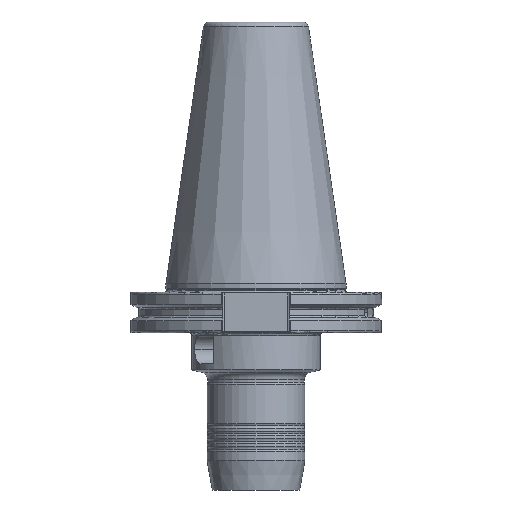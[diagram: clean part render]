
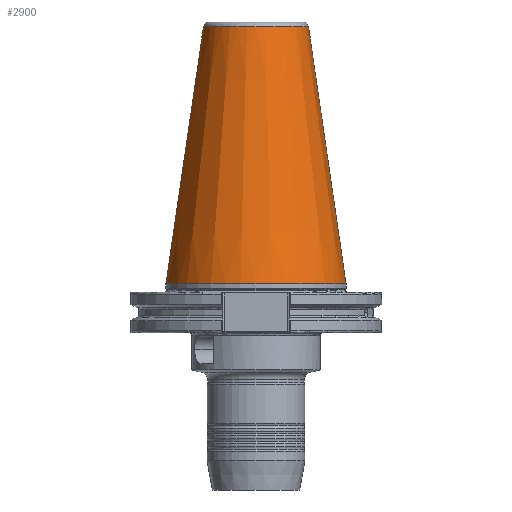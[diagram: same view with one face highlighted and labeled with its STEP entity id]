
A CAD part, front view. The second image highlights one B-rep face of the part: STEP entity #2900.
In plain terms, the highlighted conical face has half-angle 8.297 degrees and reference radius 20.108 mm.
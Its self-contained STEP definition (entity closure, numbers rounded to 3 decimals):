
#510 = EDGE_LOOP ( 'NONE', ( #8777, #3829, #1479, #5653 ) ) ;
#522 = VERTEX_POINT ( 'NONE', #1185 ) ;
#1060 = CARTESIAN_POINT ( 'NONE',  ( 0., 0., 0. ) ) ;
#1098 = FACE_OUTER_BOUND ( 'NONE', #510, .T. ) ;
#1113 = CARTESIAN_POINT ( 'NONE',  ( 0., 0., 101.6 ) ) ;
#1185 = CARTESIAN_POINT ( 'NONE',  ( 34.925, 0., 0. ) ) ;
#1479 = ORIENTED_EDGE ( 'NONE', *, *, #4786, .T. ) ;
#1752 = DIRECTION ( 'NONE',  ( -1., 0., 0. ) ) ;
#2422 = VERTEX_POINT ( 'NONE', #6579 ) ;
#2626 = DIRECTION ( 'NONE',  ( 0.144, 0., -0.99 ) ) ;
#2632 = EDGE_CURVE ( 'NONE', #7244, #6673, #8226, .T. ) ;
#2651 = CARTESIAN_POINT ( 'NONE',  ( 20.389, 0., 99.675 ) ) ;
#2760 = VECTOR ( 'NONE', #6257, 1000. ) ;
#2900 = ADVANCED_FACE ( 'NONE', ( #1098 ), #2980, .T. ) ;
#2980 = CONICAL_SURFACE ( 'NONE', #8016, 20.108, 0.145 ) ;
#3419 = CIRCLE ( 'NONE', #8342, 34.925 ) ;
#3456 = LINE ( 'NONE', #3727, #5106 ) ;
#3727 = CARTESIAN_POINT ( 'NONE',  ( 20.108, 0., 101.6 ) ) ;
#3829 = ORIENTED_EDGE ( 'NONE', *, *, #2632, .T. ) ;
#4370 = DIRECTION ( 'NONE',  ( 0., 0., -1. ) ) ;
#4786 = EDGE_CURVE ( 'NONE', #6673, #2422, #6646, .T. ) ;
#4983 = AXIS2_PLACEMENT_3D ( 'NONE', #7319, #8694, #5102 ) ;
#5102 = DIRECTION ( 'NONE',  ( 1., 0., 0. ) ) ;
#5106 = VECTOR ( 'NONE', #2626, 1000. ) ;
#5148 = DIRECTION ( 'NONE',  ( -1., 0., 0. ) ) ;
#5603 = CARTESIAN_POINT ( 'NONE',  ( -20.389, 0., 99.675 ) ) ;
#5653 = ORIENTED_EDGE ( 'NONE', *, *, #8457, .F. ) ;
#5855 = DIRECTION ( 'NONE',  ( 0., 0., -1. ) ) ;
#6257 = DIRECTION ( 'NONE',  ( -0.144, 0., -0.99 ) ) ;
#6434 = EDGE_CURVE ( 'NONE', #7244, #522, #3456, .T. ) ;
#6579 = CARTESIAN_POINT ( 'NONE',  ( -34.925, 0., 0. ) ) ;
#6646 = LINE ( 'NONE', #7610, #2760 ) ;
#6673 = VERTEX_POINT ( 'NONE', #5603 ) ;
#7244 = VERTEX_POINT ( 'NONE', #2651 ) ;
#7319 = CARTESIAN_POINT ( 'NONE',  ( 0., 0., 99.675 ) ) ;
#7610 = CARTESIAN_POINT ( 'NONE',  ( -20.108, 0., 101.6 ) ) ;
#8016 = AXIS2_PLACEMENT_3D ( 'NONE', #1113, #4370, #5148 ) ;
#8226 = CIRCLE ( 'NONE', #4983, 20.389 ) ;
#8342 = AXIS2_PLACEMENT_3D ( 'NONE', #1060, #5855, #1752 ) ;
#8457 = EDGE_CURVE ( 'NONE', #522, #2422, #3419, .T. ) ;
#8694 = DIRECTION ( 'NONE',  ( 0., 0., -1. ) ) ;
#8777 = ORIENTED_EDGE ( 'NONE', *, *, #6434, .F. ) ;
